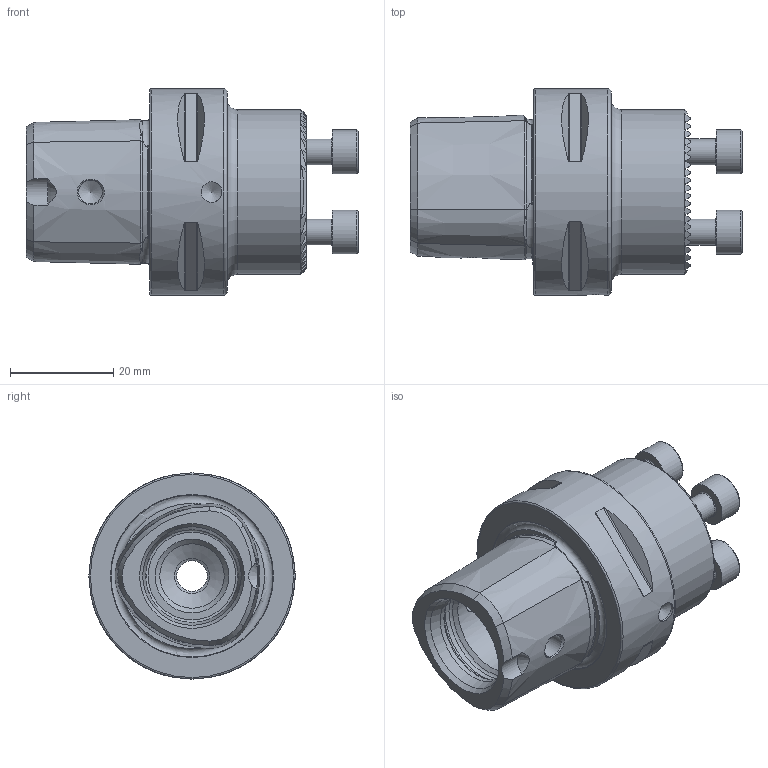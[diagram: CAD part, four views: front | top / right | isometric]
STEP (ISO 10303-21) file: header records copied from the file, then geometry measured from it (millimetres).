
FILE_DESCRIPTION (( 'STEP AP214' ), '1' );
FILE_NAME ('PS4.WK2.032.065.STEP', '2020-11-20T14:46:11', ( '' ), ( '' ), 'SwSTEP 2.0', 'SolidWorks 2017', '' );
FILE_SCHEMA (( 'AUTOMOTIVE_DESIGN' ));
Length unit declared in the file: millimetre
Products named in the file (4): PS4-WK2.032.065_B; PS4.WK2.032.065; DIN 3771 - 6x1; ISO 4762 - M5 x 14
Assembly tree (6 placements, depth 2):
  PS4.WK2.032.065
    PS4-WK2.032.065_B
    ISO 4762 - M5 x 14  x4
    DIN 3771 - 6x1
Bounding box: 64.4 x 40 x 40 mm (x, y, z)
Volume: 38235.4 mm3; surface area: 13001.8 mm2
Topology: 6 solids, 6 shells, 372 faces, 983 edges, 628 vertices
Faces by surface type: plane 212, cylinder 76, cone 56, torus 28
Full cylindrical faces by diameter (mm): 4 x1, 4.2 x4, 4.6 x2, 5 x4, 6 x2, 6.8 x1, 7.4 x1, 8.5 x4, 12.5 x1, 18 x2, 20 x1, 32 x1, 40 x1
Entity records: 11108 total; most frequent: CARTESIAN_POINT 3882, ORIENTED_EDGE 1544, DIRECTION 1282, EDGE_CURVE 772, VERTEX_POINT 524, AXIS2_PLACEMENT_3D 520, EDGE_LOOP 368, FACE_OUTER_BOUND 336
